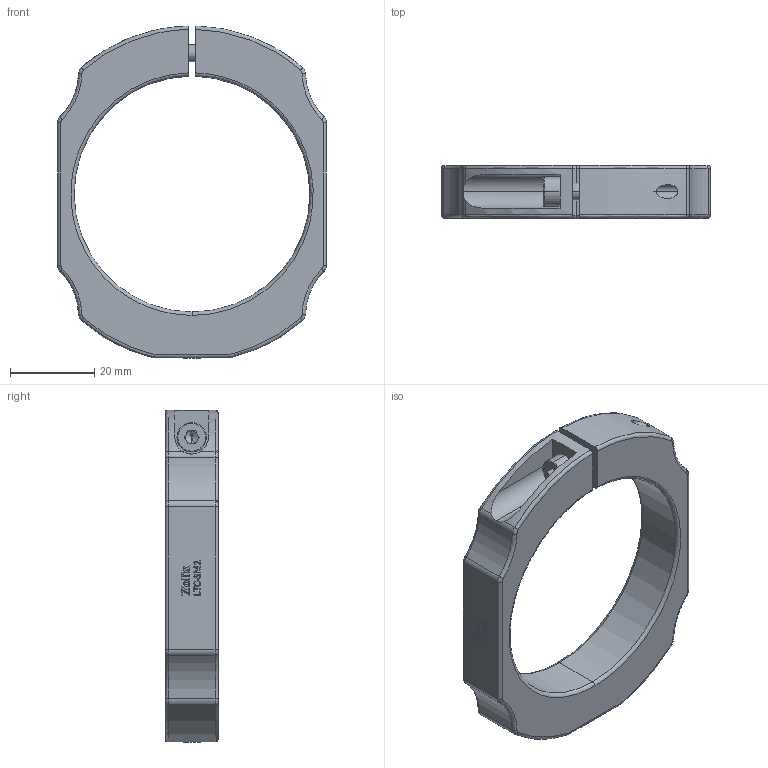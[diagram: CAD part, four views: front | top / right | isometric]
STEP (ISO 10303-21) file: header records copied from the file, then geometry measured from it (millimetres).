
FILE_DESCRIPTION (( 'STEP AP203' ), '1' );
FILE_NAME ('LTC-SM2.STEP', '2025-09-04T01:53:19', ( '' ), ( '' ), 'SwSTEP 2.0', 'SolidWorks 2020', '' );
FILE_SCHEMA (( 'CONFIG_CONTROL_DESIGN' ));
Length unit declared in the file: millimetre
Products named in the file (1): LTC-SM2
Bounding box: 64 x 12.54 x 78.99 mm (x, y, z)
Volume: 22493.1 mm3; surface area: 9930.4 mm2
Topology: 2 solids, 2 shells, 367 faces, 978 edges, 631 vertices
Faces by surface type: plane 218, bspline 101, cylinder 36, cone 8, torus 4
Entity records: 13517 total; most frequent: CARTESIAN_POINT 5524, ORIENTED_EDGE 1948, DIRECTION 1159, EDGE_CURVE 974, VERTEX_POINT 631, B_SPLINE_CURVE_WITH_KNOTS 461, AXIS2_PLACEMENT_3D 397, EDGE_LOOP 391
